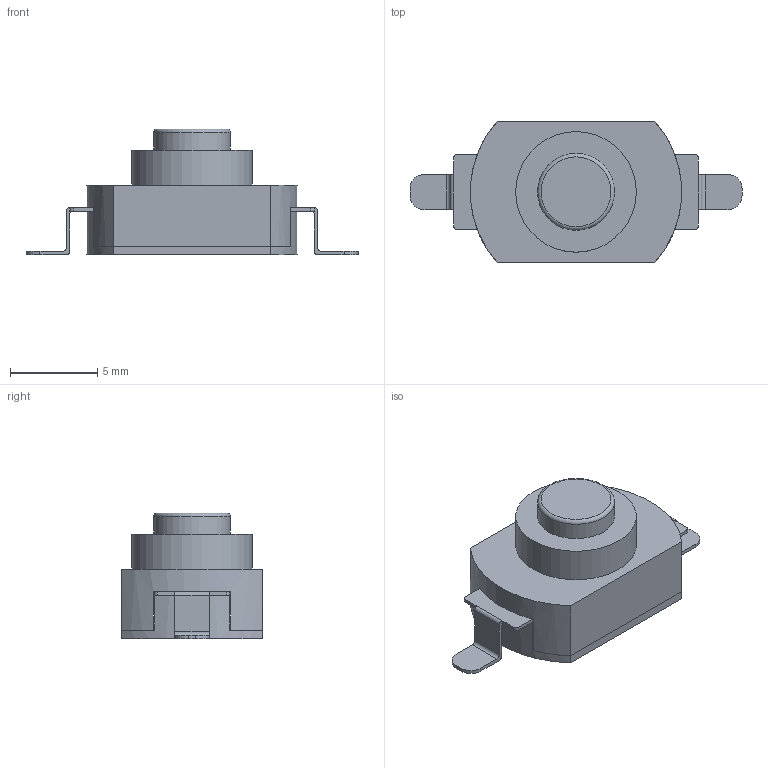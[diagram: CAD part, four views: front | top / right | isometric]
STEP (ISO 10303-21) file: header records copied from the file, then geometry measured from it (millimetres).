
FILE_DESCRIPTION(/* description */ (''),/* implementation_level */ '2;1');
FILE_NAME(/* name */ 'SW_KAN-15_SMD.step',/* time_stamp */ '2020-09-09T22:35:19-07:00',/* author */ (''),/* organization */ (''),/* preprocessor_version */ 'ST-DEVELOPER v18',/* originating_system */ 'Autodesk Translation Framework v8.2.0.1029',/* authorisation */ '');
FILE_SCHEMA (('AUTOMOTIVE_DESIGN { 1 0 10303 214 3 1 1 }'));
Length unit declared in the file: millimetre
Products named in the file (2): SW_KAN-15_SMD; Base
Assembly tree (1 placements, depth 2):
  SW_KAN-15_SMD
    Base
Bounding box: 19 x 8.1 x 7.2 mm (x, y, z)
Volume: 456.1 mm3; surface area: 855.5 mm2
Topology: 5 solids, 5 shells, 70 faces, 172 edges, 113 vertices
Faces by surface type: plane 47, cylinder 22, torus 1
Full cylindrical faces by diameter (mm): 4.4 x1, 6.9 x1
Entity records: 2135 total; most frequent: DIRECTION 372, CARTESIAN_POINT 358, ORIENTED_EDGE 344, EDGE_CURVE 172, AXIS2_PLACEMENT_3D 127, LINE 118, VECTOR 118, VERTEX_POINT 113
